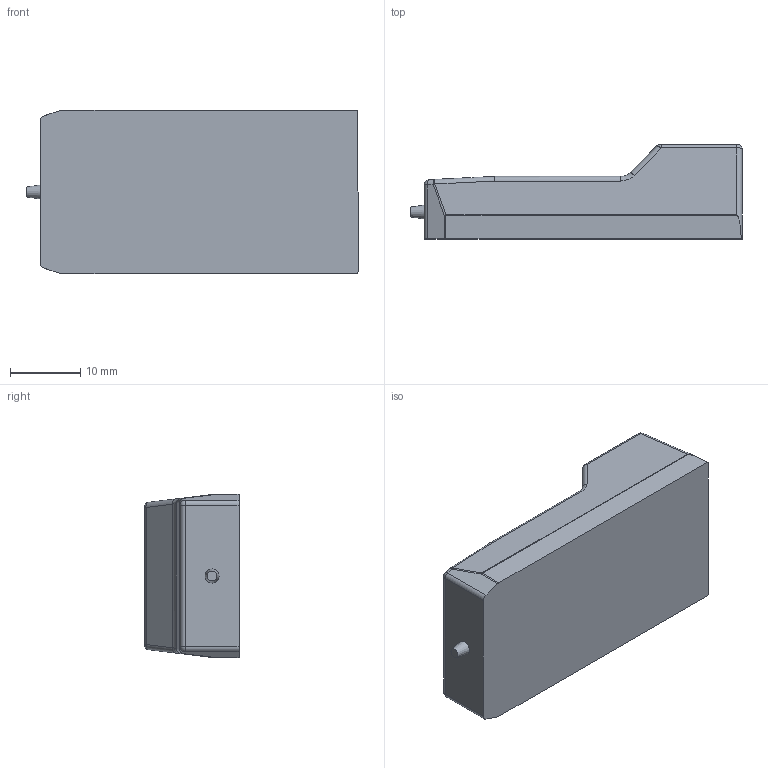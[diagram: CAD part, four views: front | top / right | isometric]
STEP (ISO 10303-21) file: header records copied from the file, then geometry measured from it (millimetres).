
FILE_DESCRIPTION((''),'2;1');
FILE_NAME('Empfaenger_TR6A.stp','2013-12-28T14:43:26',('Cookie'),(''),'Autodesk Inventor 2013','Autodesk Inventor 2013','');
FILE_SCHEMA(('AUTOMOTIVE_DESIGN { 1 0 10303 214 1 1 1 1 }'));
Length unit declared in the file: millimetre
Products named in the file (1): Empfaenger_TR6A
Bounding box: 47.3 x 13.4 x 23.3 mm (x, y, z)
Volume: 9347.7 mm3; surface area: 4316.9 mm2
Topology: 1 solids, 1 shells, 417 faces, 890 edges, 498 vertices
Faces by surface type: cylinder 196, plane 124, sphere 90, bspline 6, cone 1
Entity records: 11513 total; most frequent: DIRECTION 2109, CARTESIAN_POINT 1939, ORIENTED_EDGE 1778, EDGE_CURVE 889, AXIS2_PLACEMENT_3D 808, VERTEX_POINT 498, VECTOR 493, LINE 493
